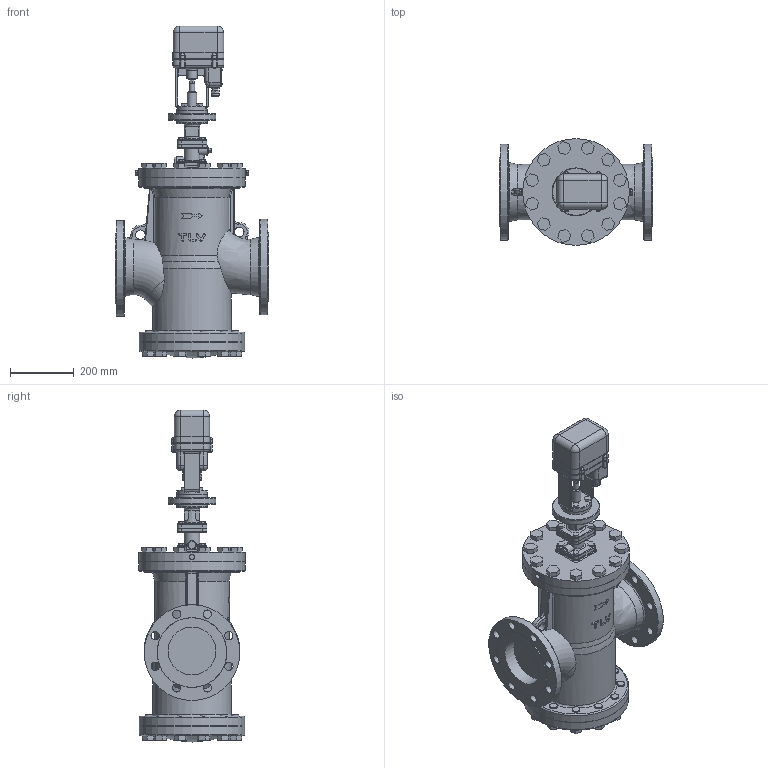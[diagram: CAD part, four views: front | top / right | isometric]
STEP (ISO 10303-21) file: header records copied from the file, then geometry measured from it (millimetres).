
FILE_DESCRIPTION((''),'2;1');
FILE_NAME('ccr16-150-e0025-00.stp','2009-08-28T13:32:40',('nakaot'),(''),'Autodesk Inventor 2008','Autodesk Inventor 2008','');
FILE_SCHEMA(('AUTOMOTIVE_DESIGN { 1 0 10303 214 1 1 1 1 }'));
Length unit declared in the file: millimetre
Products named in the file (1): ccr16-150-e0025-00
Bounding box: 480 x 334 x 1040.04 mm (x, y, z)
Volume: 43204701.5 mm3; surface area: 1705063.9 mm2
Topology: 1 solids, 1 shells, 1147 faces, 2870 edges, 1826 vertices
Faces by surface type: plane 595, cylinder 300, bspline 176, torus 58, sphere 9, cone 9
Full cylindrical faces by diameter (mm): 5.5 x4, 5.9 x4, 6 x4, 10 x12, 17 x2, 18 x1, 20 x2, 21 x1, 23 x1, 24 x50, 26 x8, 27 x1, 27.874 x1, 30 x4, 32 x1, 41.594 x1, 48.538 x1, 56.542 x1, 61.705 x1, 63.837 x1, 95 x3, 150 x2, 184.144 x1, 218 x2, 246 x1, 255.783 x1, 300 x2, 330 x2, 334 x2
Entity records: 45264 total; most frequent: CARTESIAN_POINT 19043, ORIENTED_EDGE 5314, DIRECTION 5169, EDGE_CURVE 2657, AXIS2_PLACEMENT_3D 1824, VERTEX_POINT 1785, EDGE_LOOP 1524, VECTOR 1521
